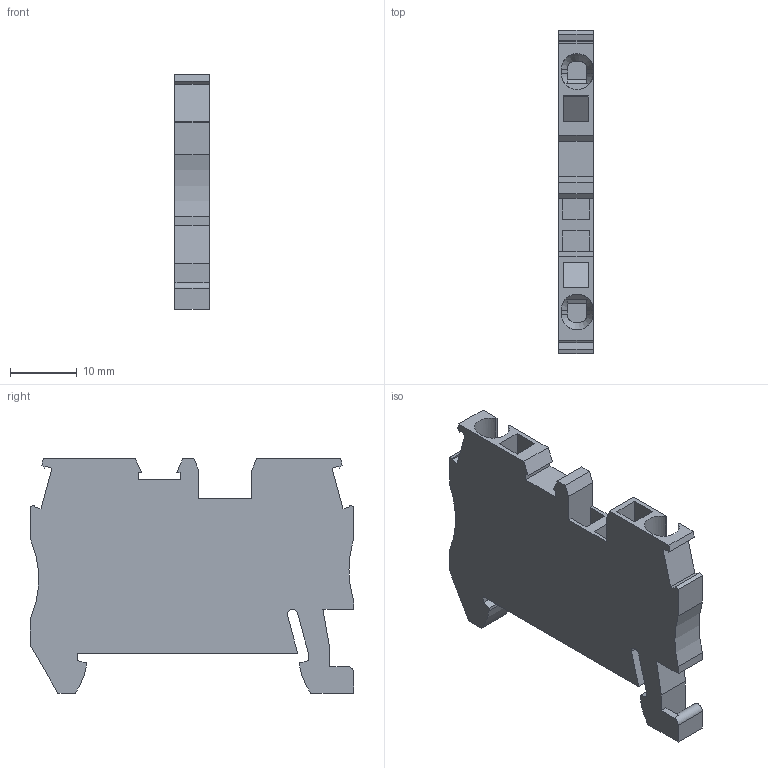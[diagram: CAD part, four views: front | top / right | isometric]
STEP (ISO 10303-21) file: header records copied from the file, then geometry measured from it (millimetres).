
FILE_DESCRIPTION(('Creo Elements/Direct Modeling STEP Export'),'2;1');
FILE_NAME('model.stp','2021-01-20T10:55:00',(''),(''),'Creo Elements/Direct Modeling STEP processor for AP214 (Solid Model)','Creo Elements/Direct Modeling 20.1A 29-Sep-2018 (C) Parametric Technology GmbH','');
FILE_SCHEMA(('AUTOMOTIVE_DESIGN { 1 0 10303 214 1 1 1 1 }'));
Length unit declared in the file: millimetre
Products named in the file (2): ST25-DIO_L-R-Select
Assembly tree (1 placements, depth 2):
  ST25-DIO_L-R-Select
    ST25-DIO_L-R-Select
Bounding box: 5.15 x 48.6 x 35.25 mm (x, y, z)
Volume: 5932.7 mm3; surface area: 4719.9 mm2
Topology: 1 solids, 1 shells, 126 faces, 354 edges, 232 vertices
Faces by surface type: plane 101, cylinder 19, cone 6
Entity records: 6222 total; most frequent: CARTESIAN_POINT 1846, ORIENTED_EDGE 708, DIRECTION 653, EDGE_CURVE 354, VECTOR 291, LINE 291, VERTEX_POINT 232, AXIS2_PLACEMENT_3D 181
